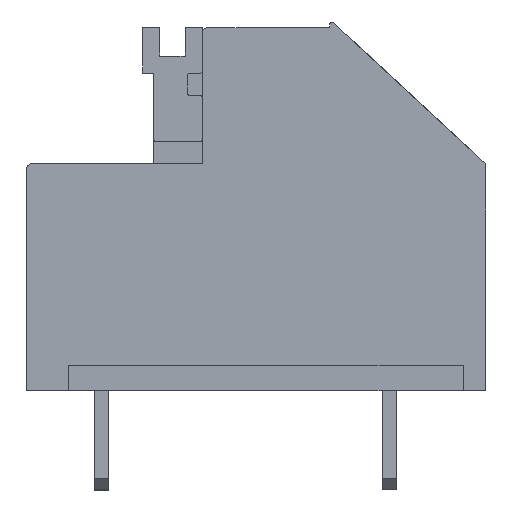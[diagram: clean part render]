
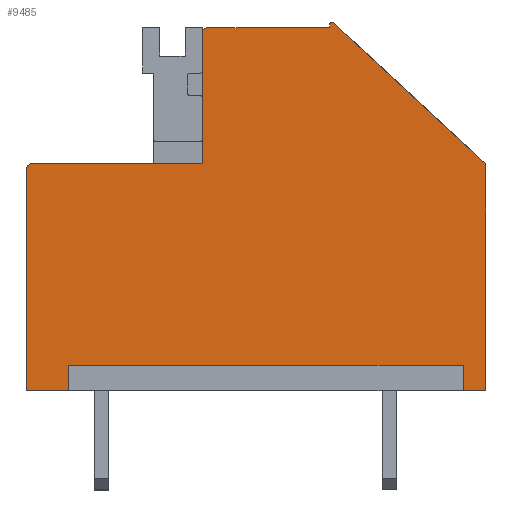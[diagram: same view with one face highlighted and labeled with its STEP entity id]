
A CAD part, front view. The second image highlights one B-rep face of the part: STEP entity #9485.
In plain terms, the highlighted planar face has unit normal (0, -1, 0).
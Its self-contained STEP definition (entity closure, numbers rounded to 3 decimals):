
#185=CIRCLE('',#10084,0.1);
#186=CIRCLE('',#10085,0.2);
#187=CIRCLE('',#10086,0.2);
#853=ORIENTED_EDGE('',*,*,#3507,.T.);
#854=ORIENTED_EDGE('',*,*,#3176,.T.);
#855=ORIENTED_EDGE('',*,*,#3130,.F.);
#856=ORIENTED_EDGE('',*,*,#3289,.F.);
#857=ORIENTED_EDGE('',*,*,#3275,.F.);
#858=ORIENTED_EDGE('',*,*,#3508,.T.);
#859=ORIENTED_EDGE('',*,*,#3501,.F.);
#860=ORIENTED_EDGE('',*,*,#3499,.F.);
#861=ORIENTED_EDGE('',*,*,#3509,.T.);
#862=ORIENTED_EDGE('',*,*,#3492,.F.);
#863=ORIENTED_EDGE('',*,*,#3321,.F.);
#864=ORIENTED_EDGE('',*,*,#3510,.T.);
#865=ORIENTED_EDGE('',*,*,#3479,.F.);
#866=ORIENTED_EDGE('',*,*,#3152,.F.);
#867=ORIENTED_EDGE('',*,*,#3511,.T.);
#3130=EDGE_CURVE('',#4520,#4521,#5436,.T.);
#3152=EDGE_CURVE('',#4541,#4542,#5458,.T.);
#3176=EDGE_CURVE('',#4562,#4521,#5482,.T.);
#3275=EDGE_CURVE('',#4642,#4643,#5573,.T.);
#3289=EDGE_CURVE('',#4643,#4520,#5587,.T.);
#3321=EDGE_CURVE('',#4682,#4683,#5617,.T.);
#3479=EDGE_CURVE('',#4542,#4794,#5761,.T.);
#3492=EDGE_CURVE('',#4683,#4801,#5774,.T.);
#3499=EDGE_CURVE('',#4806,#4807,#5781,.T.);
#3501=EDGE_CURVE('',#4807,#4808,#5783,.T.);
#3507=EDGE_CURVE('',#4810,#4562,#5786,.T.);
#3508=EDGE_CURVE('',#4642,#4808,#185,.F.);
#3509=EDGE_CURVE('',#4806,#4801,#186,.F.);
#3510=EDGE_CURVE('',#4682,#4794,#187,.F.);
#3511=EDGE_CURVE('',#4541,#4810,#5787,.T.);
#4520=VERTEX_POINT('',#13308);
#4521=VERTEX_POINT('',#13310);
#4541=VERTEX_POINT('',#13352);
#4542=VERTEX_POINT('',#13354);
#4562=VERTEX_POINT('',#13399);
#4642=VERTEX_POINT('',#13598);
#4643=VERTEX_POINT('',#13599);
#4682=VERTEX_POINT('',#13685);
#4683=VERTEX_POINT('',#13687);
#4794=VERTEX_POINT('',#13997);
#4801=VERTEX_POINT('',#14018);
#4806=VERTEX_POINT('',#14030);
#4807=VERTEX_POINT('',#14032);
#4808=VERTEX_POINT('',#14036);
#4810=VERTEX_POINT('',#14046);
#5436=LINE('',#13309,#6640);
#5458=LINE('',#13353,#6662);
#5482=LINE('',#13398,#6686);
#5573=LINE('',#13597,#6777);
#5587=LINE('',#13624,#6791);
#5617=LINE('',#13686,#6821);
#5761=LINE('',#13996,#6965);
#5774=LINE('',#14017,#6978);
#5781=LINE('',#14031,#6985);
#5783=LINE('',#14035,#6987);
#5786=LINE('',#14045,#6990);
#5787=LINE('',#14050,#6991);
#6640=VECTOR('',#10699,1000.);
#6662=VECTOR('',#10723,1000.);
#6686=VECTOR('',#10749,1000.);
#6777=VECTOR('',#10896,1000.);
#6791=VECTOR('',#10912,1000.);
#6821=VECTOR('',#10948,1000.);
#6965=VECTOR('',#11202,1000.);
#6978=VECTOR('',#11217,1000.);
#6985=VECTOR('',#11226,1000.);
#6987=VECTOR('',#11230,1000.);
#6990=VECTOR('',#11243,1000.);
#6991=VECTOR('',#11250,1000.);
#7926=EDGE_LOOP('',(#853,#854,#855,#856,#857,#858,#859,#860,#861,#862,#863,
#864,#865,#866,#867));
#8508=FACE_BOUND('',#7926,.T.);
#9066=PLANE('',#10083);
#9485=ADVANCED_FACE('',(#8508),#9066,.F.);
#10083=AXIS2_PLACEMENT_3D('',#14044,#11241,#11242);
#10084=AXIS2_PLACEMENT_3D('',#14047,#11244,#11245);
#10085=AXIS2_PLACEMENT_3D('',#14048,#11246,#11247);
#10086=AXIS2_PLACEMENT_3D('',#14049,#11248,#11249);
#10699=DIRECTION('',(-1.,0.,0.));
#10723=DIRECTION('',(-1.,0.,0.));
#10749=DIRECTION('',(0.,0.,-1.));
#10896=DIRECTION('',(0.734,0.,-0.679));
#10912=DIRECTION('',(0.,0.,-1.));
#10948=DIRECTION('',(1.,0.,0.));
#11202=DIRECTION('',(0.,0.,1.));
#11217=DIRECTION('',(0.,0.,1.));
#11226=DIRECTION('',(1.,0.,0.));
#11230=DIRECTION('',(0.,0.,1.));
#11241=DIRECTION('',(0.,1.,0.));
#11242=DIRECTION('',(0.,0.,1.));
#11243=DIRECTION('',(1.,0.,0.));
#11244=DIRECTION('',(0.,1.,0.));
#11245=DIRECTION('',(0.,0.,1.));
#11246=DIRECTION('',(0.,1.,0.));
#11247=DIRECTION('',(0.,0.,1.));
#11248=DIRECTION('',(0.,1.,0.));
#11249=DIRECTION('',(0.,0.,1.));
#11250=DIRECTION('',(0.,0.,1.));
#13308=CARTESIAN_POINT('',(16.2,0.,0.));
#13309=CARTESIAN_POINT('',(16.2,0.,0.));
#13310=CARTESIAN_POINT('',(15.4,0.,0.));
#13352=CARTESIAN_POINT('',(1.5,0.,0.));
#13353=CARTESIAN_POINT('',(16.2,0.,0.));
#13354=CARTESIAN_POINT('',(0.,0.,0.));
#13398=CARTESIAN_POINT('',(15.4,0.,0.9));
#13399=CARTESIAN_POINT('',(15.4,0.,0.9));
#13597=CARTESIAN_POINT('',(10.8,0.,13.));
#13598=CARTESIAN_POINT('',(10.8,0.,13.));
#13599=CARTESIAN_POINT('',(16.2,0.,8.));
#13624=CARTESIAN_POINT('',(16.2,0.,8.));
#13685=CARTESIAN_POINT('',(0.2,0.,8.));
#13686=CARTESIAN_POINT('',(0.,0.,8.));
#13687=CARTESIAN_POINT('',(6.2,0.,8.));
#13996=CARTESIAN_POINT('',(0.,0.,0.));
#13997=CARTESIAN_POINT('',(0.,0.,7.8));
#14017=CARTESIAN_POINT('',(6.2,0.,8.));
#14018=CARTESIAN_POINT('',(6.2,0.,12.6));
#14030=CARTESIAN_POINT('',(6.4,0.,12.8));
#14031=CARTESIAN_POINT('',(6.2,0.,12.8));
#14032=CARTESIAN_POINT('',(10.7,0.,12.8));
#14035=CARTESIAN_POINT('',(10.7,0.,12.8));
#14036=CARTESIAN_POINT('',(10.7,0.,12.9));
#14044=CARTESIAN_POINT('',(0.,0.,0.));
#14045=CARTESIAN_POINT('',(1.5,0.,0.9));
#14046=CARTESIAN_POINT('',(1.5,0.,0.9));
#14047=CARTESIAN_POINT('',(10.8,0.,12.9));
#14048=CARTESIAN_POINT('',(6.4,0.,12.6));
#14049=CARTESIAN_POINT('',(0.2,0.,7.8));
#14050=CARTESIAN_POINT('',(1.5,0.,0.));
